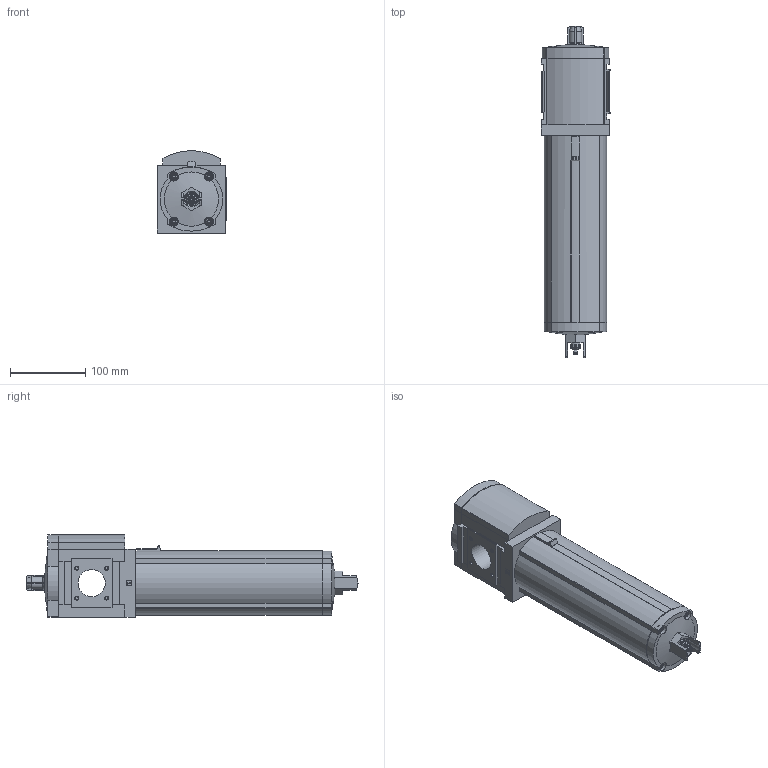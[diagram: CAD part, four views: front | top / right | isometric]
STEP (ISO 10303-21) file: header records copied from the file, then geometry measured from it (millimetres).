
FILE_DESCRIPTION(/* description */ ('STEP AP214'),/* implementation_level */ '2;1');
FILE_NAME(/* name */ '564048_MS9-LFM-G-AUM-DA',/* time_stamp */ '2024-09-11T16:26:44+02:00',/* author */ ('License CC BY-ND 4.0'),/* organization */ ('CADENAS'),/* preprocessor_version */ 'ST-DEVELOPER v19.3',/* originating_system */ 'PARTsolutions',/* authorisation */ ' ');
FILE_SCHEMA (('AUTOMOTIVE_DESIGN {1 0 10303 214 3 1 1}'));
Length unit declared in the file: millimetre
Products named in the file (3): 564048 MS9-LFM-G-AUM-DA; 552940 MS-LFM0M-DA; 707201 MS9
Assembly tree (2 placements, depth 2):
  564048 MS9-LFM-G-AUM-DA
    552940 MS-LFM0M-DA
    707201 MS9
Bounding box: 91.5 x 440 x 108.79 mm (x, y, z)
Volume: 2427388.7 mm3; surface area: 176430.8 mm2
Topology: 2 solids, 2 shells, 545 faces, 1405 edges, 920 vertices
Faces by surface type: plane 271, cylinder 186, cone 52, torus 34, sphere 2
Full cylindrical faces by diameter (mm): 3 x1, 4.134 x8, 5 x1, 6 x2, 9 x1, 9.728 x1, 10 x4, 11 x4, 11.5 x4, 12 x4, 12.6 x1, 13 x2, 18.631 x1, 36 x1, 71.8 x1
Entity records: 20168 total; most frequent: CARTESIAN_POINT 3360, DIRECTION 2723, ORIENTED_EDGE 2648, EDGE_CURVE 1324, AXIS2_PLACEMENT_3D 1015, VERTEX_POINT 904, LINE 693, VECTOR 693
